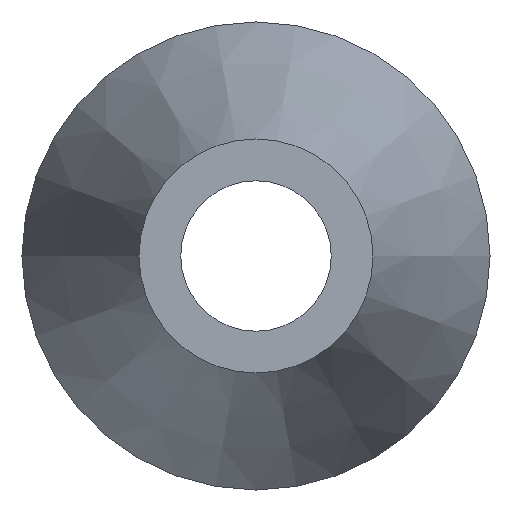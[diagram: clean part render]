
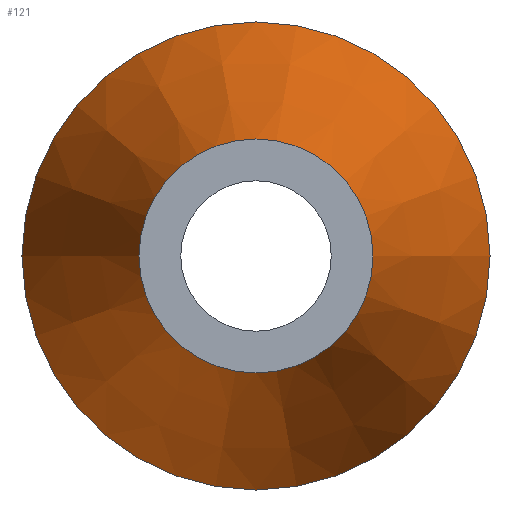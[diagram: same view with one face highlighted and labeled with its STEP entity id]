
A CAD part, front view. The second image highlights one B-rep face of the part: STEP entity #121.
In plain terms, the highlighted conical face has half-angle 19.29 degrees and reference radius 2.1 mm.
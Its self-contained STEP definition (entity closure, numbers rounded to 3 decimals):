
#21=FACE_OUTER_BOUND('',#28,.T.);
#28=EDGE_LOOP('',(#85,#86,#87,#88));
#36=LINE('',#213,#40);
#40=VECTOR('',#168,2.1);
#44=CIRCLE('',#143,2.8);
#45=CIRCLE('',#144,1.4);
#57=VERTEX_POINT('',#210);
#58=VERTEX_POINT('',#212);
#68=EDGE_CURVE('',#57,#57,#44,.T.);
#69=EDGE_CURVE('',#57,#58,#36,.T.);
#70=EDGE_CURVE('',#58,#58,#45,.T.);
#85=ORIENTED_EDGE('',*,*,#68,.T.);
#86=ORIENTED_EDGE('',*,*,#69,.T.);
#87=ORIENTED_EDGE('',*,*,#70,.T.);
#88=ORIENTED_EDGE('',*,*,#69,.F.);
#119=CONICAL_SURFACE('',#142,2.1,0.337);
#121=ADVANCED_FACE('',(#21),#119,.T.);
#142=AXIS2_PLACEMENT_3D('',#209,#164,#165);
#143=AXIS2_PLACEMENT_3D('',#211,#166,#167);
#144=AXIS2_PLACEMENT_3D('',#214,#169,#170);
#164=DIRECTION('center_axis',(0.,1.,0.));
#165=DIRECTION('ref_axis',(1.,0.,0.));
#166=DIRECTION('center_axis',(0.,-1.,0.));
#167=DIRECTION('ref_axis',(1.,0.,0.));
#168=DIRECTION('',(0.33,-0.944,0.));
#169=DIRECTION('center_axis',(0.,1.,0.));
#170=DIRECTION('ref_axis',(1.,0.,0.));
#209=CARTESIAN_POINT('Origin',(0.,2.,0.));
#210=CARTESIAN_POINT('',(-2.8,4.,0.));
#211=CARTESIAN_POINT('Origin',(0.,4.,0.));
#212=CARTESIAN_POINT('',(-1.4,0.,0.));
#213=CARTESIAN_POINT('',(-2.1,2.,0.));
#214=CARTESIAN_POINT('Origin',(0.,0.,0.));
